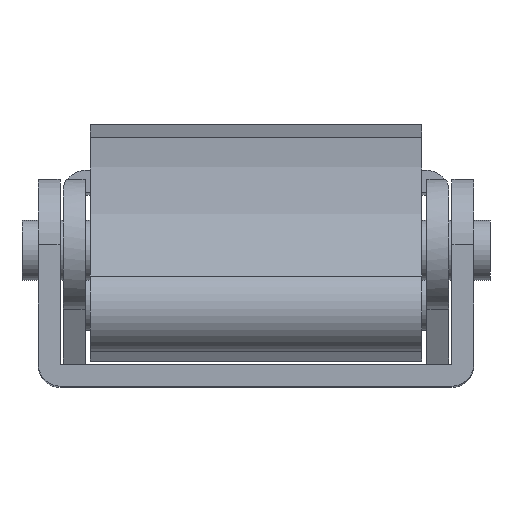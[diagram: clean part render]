
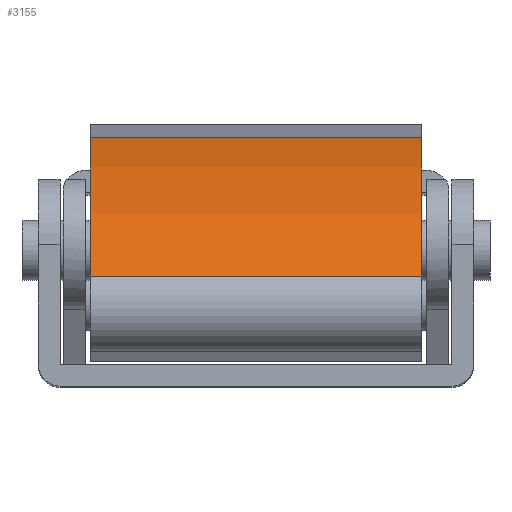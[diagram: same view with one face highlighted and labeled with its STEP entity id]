
A CAD part, top view. The second image highlights one B-rep face of the part: STEP entity #3155.
In plain terms, the highlighted cylindrical face has radius 56.314 mm (diameter 112.629 mm), a partial arc.
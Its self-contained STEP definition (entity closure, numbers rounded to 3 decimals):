
#2754=CARTESIAN_POINT('',(53.016,-40.769,-15.25));
#2755=DIRECTION('',(0.,0.,1.));
#2756=DIRECTION('',(0.664,0.748,0.));
#2757=AXIS2_PLACEMENT_3D('',#2754,#2755,#2756);
#2836=DIRECTION('',(0.,0.,1.));
#2837=VECTOR('',#2836,30.5);
#2838=CARTESIAN_POINT('',(64.567,14.348,-15.25));
#2839=LINE('',#2838,#2837);
#2843=DIRECTION('',(0.,0.,1.));
#2844=VECTOR('',#2843,30.5);
#2845=CARTESIAN_POINT('',(90.398,1.349,-15.25));
#2846=LINE('',#2845,#2844);
#2932=CARTESIAN_POINT('',(53.016,-40.769,15.25));
#2933=DIRECTION('',(0.,0.,1.));
#2934=DIRECTION('',(0.664,0.748,0.));
#2935=AXIS2_PLACEMENT_3D('',#2932,#2933,#2934);
#2989=CARTESIAN_POINT('',(90.398,1.349,-15.25));
#2990=VERTEX_POINT('',#2989);
#2991=CARTESIAN_POINT('',(64.567,14.348,-15.25));
#2992=VERTEX_POINT('',#2991);
#3013=CARTESIAN_POINT('',(90.398,1.349,15.25));
#3014=VERTEX_POINT('',#3013);
#3015=CARTESIAN_POINT('',(64.567,14.348,15.25));
#3016=VERTEX_POINT('',#3015);
#3142=CARTESIAN_POINT('',(53.016,-40.769,-15.25));
#3143=DIRECTION('',(0.,0.,1.));
#3144=DIRECTION('',(1.,0.,0.));
#3145=AXIS2_PLACEMENT_3D('',#3142,#3143,#3144);
#3146=CYLINDRICAL_SURFACE('',#3145,56.314);
#3147=ORIENTED_EDGE('',*,*,#3042,.F.);
#3149=ORIENTED_EDGE('',*,*,#3148,.T.);
#3151=ORIENTED_EDGE('',*,*,#3150,.T.);
#3152=ORIENTED_EDGE('',*,*,#3134,.F.);
#3153=EDGE_LOOP('',(#3147,#3149,#3151,#3152));
#3154=FACE_OUTER_BOUND('',#3153,.F.);
#2758=CIRCLE('',#2757,56.314);
#2936=CIRCLE('',#2935,56.314);
#3042=EDGE_CURVE('',#2990,#2992,#2758,.T.);
#3134=EDGE_CURVE('',#2992,#3016,#2839,.T.);
#3148=EDGE_CURVE('',#2990,#3014,#2846,.T.);
#3150=EDGE_CURVE('',#3014,#3016,#2936,.T.);
#3155=ADVANCED_FACE('',(#3154),#3146,.T.);
